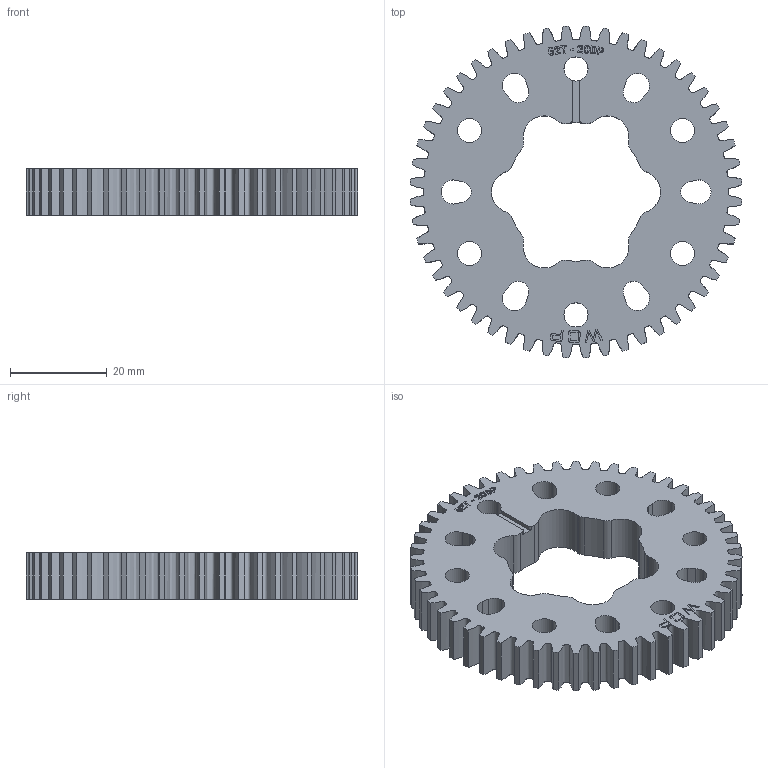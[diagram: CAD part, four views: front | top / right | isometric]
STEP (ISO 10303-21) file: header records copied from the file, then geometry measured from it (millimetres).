
FILE_DESCRIPTION (( 'STEP AP214' ), '1' );
FILE_NAME ('WCP-1200 Rev1.step', '2024-01-05T00:50:22', ( '' ), ( '' ), 'SwSTEP 2.0', 'SolidWorks 2022', '' );
FILE_SCHEMA (( 'AUTOMOTIVE_DESIGN' ));
Length unit declared in the file: inch
Products named in the file (1): WCP-1200 Rev1
Bounding box: 68.51 x 68.51 x 9.53 mm (x, y, z)
Volume: 23619.6 mm3; surface area: 11730.8 mm2
Topology: 1 solids, 1 shells, 331 faces, 945 edges, 630 vertices
Faces by surface type: plane 120, cylinder 115, bspline 96
Entity records: 27397 total; most frequent: CARTESIAN_POINT 19091, ORIENTED_EDGE 1890, DIRECTION 1459, EDGE_CURVE 945, VERTEX_POINT 630, VECTOR 519, LINE 519, AXIS2_PLACEMENT_3D 470
